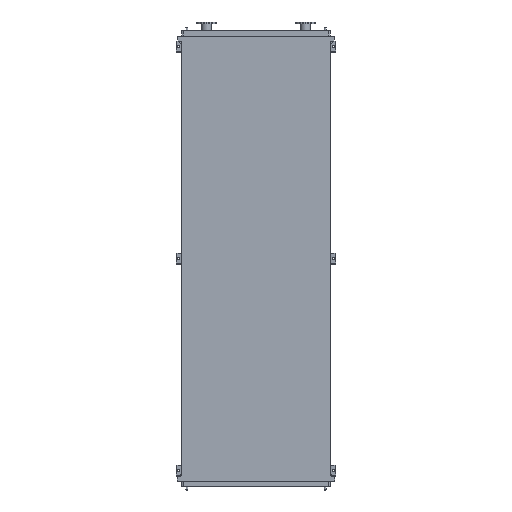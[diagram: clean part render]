
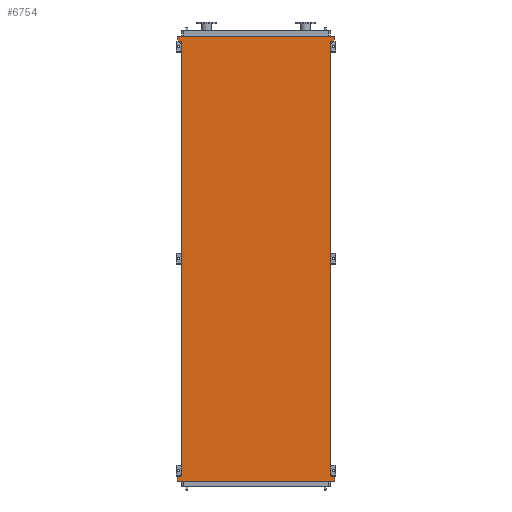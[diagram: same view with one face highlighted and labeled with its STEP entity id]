
A CAD part, front view. The second image highlights one B-rep face of the part: STEP entity #6754.
In plain terms, the highlighted planar face has unit normal (0, -1, 0).
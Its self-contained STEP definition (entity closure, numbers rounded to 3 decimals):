
#266 = CARTESIAN_POINT ( 'NONE',  ( 891., 0., -4903. ) ) ;
#699 = EDGE_CURVE ( 'NONE', #11932, #16914, #16437, .T. ) ;
#791 = ORIENTED_EDGE ( 'NONE', *, *, #18283, .T. ) ;
#1616 = CARTESIAN_POINT ( 'NONE',  ( -845., 0., 0. ) ) ;
#1687 = ORIENTED_EDGE ( 'NONE', *, *, #19991, .F. ) ;
#1872 = VERTEX_POINT ( 'NONE', #4873 ) ;
#1962 = LINE ( 'NONE', #8871, #21869 ) ;
#1987 = LINE ( 'NONE', #2271, #5201 ) ;
#2271 = CARTESIAN_POINT ( 'NONE',  ( 891., 0., 53. ) ) ;
#2781 = CARTESIAN_POINT ( 'NONE',  ( 845., 0., 0. ) ) ;
#2893 = VECTOR ( 'NONE', #22655, 1000. ) ;
#3218 = EDGE_CURVE ( 'NONE', #16914, #15837, #13422, .T. ) ;
#3484 = LINE ( 'NONE', #266, #2893 ) ;
#4152 = CARTESIAN_POINT ( 'NONE',  ( 891., 0., 95. ) ) ;
#4435 = EDGE_CURVE ( 'NONE', #1872, #12651, #20365, .T. ) ;
#4873 = CARTESIAN_POINT ( 'NONE',  ( -845., 0., 0. ) ) ;
#5201 = VECTOR ( 'NONE', #9737, 1000. ) ;
#5236 = VERTEX_POINT ( 'NONE', #16982 ) ;
#5380 = CARTESIAN_POINT ( 'NONE',  ( -891., 0., -4945. ) ) ;
#5851 = VECTOR ( 'NONE', #10354, 1000. ) ;
#6470 = CARTESIAN_POINT ( 'NONE',  ( -891., 0., -4903. ) ) ;
#6693 = CARTESIAN_POINT ( 'NONE',  ( -845., 0., -4850. ) ) ;
#6754 = ADVANCED_FACE ( 'NONE', ( #11868 ), #14933, .T. ) ;
#6976 = EDGE_CURVE ( 'NONE', #12651, #9694, #18293, .T. ) ;
#7312 = DIRECTION ( 'NONE',  ( 0., 0., -1. ) ) ;
#7471 = DIRECTION ( 'NONE',  ( 0., 0., -1. ) ) ;
#7659 = CARTESIAN_POINT ( 'NONE',  ( 845., 0., -4850. ) ) ;
#7839 = VECTOR ( 'NONE', #10563, 1000. ) ;
#8460 = VECTOR ( 'NONE', #14120, 1000. ) ;
#8469 = VERTEX_POINT ( 'NONE', #4152 ) ;
#8703 = VERTEX_POINT ( 'NONE', #14077 ) ;
#8713 = ORIENTED_EDGE ( 'NONE', *, *, #11089, .F. ) ;
#8871 = CARTESIAN_POINT ( 'NONE',  ( 891., 0., -4945. ) ) ;
#8998 = DIRECTION ( 'NONE',  ( -0.655, 0., 0.755 ) ) ;
#9502 = EDGE_CURVE ( 'NONE', #8469, #16304, #19662, .T. ) ;
#9694 = VERTEX_POINT ( 'NONE', #9841 ) ;
#9737 = DIRECTION ( 'NONE',  ( -0.655, 0., -0.755 ) ) ;
#9841 = CARTESIAN_POINT ( 'NONE',  ( -891., 0., 95. ) ) ;
#9876 = CARTESIAN_POINT ( 'NONE',  ( 845., 0., -4850. ) ) ;
#9889 = ORIENTED_EDGE ( 'NONE', *, *, #699, .F. ) ;
#10209 = DIRECTION ( 'NONE',  ( 0.655, 0., -0.755 ) ) ;
#10250 = DIRECTION ( 'NONE',  ( 0., 0., 1. ) ) ;
#10354 = DIRECTION ( 'NONE',  ( 0., 0., 1. ) ) ;
#10563 = DIRECTION ( 'NONE',  ( 0.655, 0., 0.755 ) ) ;
#10667 = EDGE_LOOP ( 'NONE', ( #791, #15749, #20702, #11958, #17514, #18098, #8713, #19251, #9889, #19844, #15467, #1687 ) ) ;
#11089 = EDGE_CURVE ( 'NONE', #15837, #1872, #13459, .T. ) ;
#11609 = VECTOR ( 'NONE', #22705, 1000. ) ;
#11860 = CARTESIAN_POINT ( 'NONE',  ( 891., 0., 53. ) ) ;
#11868 = FACE_OUTER_BOUND ( 'NONE', #10667, .T. ) ;
#11932 = VERTEX_POINT ( 'NONE', #5380 ) ;
#11958 = ORIENTED_EDGE ( 'NONE', *, *, #16443, .F. ) ;
#12028 = EDGE_CURVE ( 'NONE', #16304, #15325, #1987, .T. ) ;
#12261 = LINE ( 'NONE', #19591, #16641 ) ;
#12266 = CARTESIAN_POINT ( 'NONE',  ( -845., 0., -4850. ) ) ;
#12651 = VERTEX_POINT ( 'NONE', #22612 ) ;
#13317 = VECTOR ( 'NONE', #10250, 1000. ) ;
#13422 = LINE ( 'NONE', #14241, #7839 ) ;
#13459 = LINE ( 'NONE', #12266, #8460 ) ;
#14077 = CARTESIAN_POINT ( 'NONE',  ( 891., 0., -4945. ) ) ;
#14120 = DIRECTION ( 'NONE',  ( 0., 0., 1. ) ) ;
#14122 = VECTOR ( 'NONE', #7312, 1000. ) ;
#14241 = CARTESIAN_POINT ( 'NONE',  ( -891., 0., -4903. ) ) ;
#14933 = PLANE ( 'NONE',  #17353 ) ;
#15325 = VERTEX_POINT ( 'NONE', #2781 ) ;
#15467 = ORIENTED_EDGE ( 'NONE', *, *, #22492, .F. ) ;
#15749 = ORIENTED_EDGE ( 'NONE', *, *, #12028, .F. ) ;
#15837 = VERTEX_POINT ( 'NONE', #6693 ) ;
#15855 = DIRECTION ( 'NONE',  ( 1., 0., 0. ) ) ;
#16304 = VERTEX_POINT ( 'NONE', #11860 ) ;
#16431 = DIRECTION ( 'NONE',  ( -1., 0., 0. ) ) ;
#16437 = LINE ( 'NONE', #23414, #5851 ) ;
#16443 = EDGE_CURVE ( 'NONE', #9694, #8469, #12261, .T. ) ;
#16602 = LINE ( 'NONE', #7659, #11609 ) ;
#16641 = VECTOR ( 'NONE', #15855, 1000. ) ;
#16914 = VERTEX_POINT ( 'NONE', #6470 ) ;
#16982 = CARTESIAN_POINT ( 'NONE',  ( 891., 0., -4903. ) ) ;
#17353 = AXIS2_PLACEMENT_3D ( 'NONE', #18610, #18698, #7471 ) ;
#17514 = ORIENTED_EDGE ( 'NONE', *, *, #6976, .F. ) ;
#17623 = CARTESIAN_POINT ( 'NONE',  ( -891., 0., 53. ) ) ;
#17660 = CARTESIAN_POINT ( 'NONE',  ( 845., 0., -4850. ) ) ;
#18098 = ORIENTED_EDGE ( 'NONE', *, *, #4435, .F. ) ;
#18283 = EDGE_CURVE ( 'NONE', #19862, #15325, #16602, .T. ) ;
#18293 = LINE ( 'NONE', #17623, #13317 ) ;
#18610 = CARTESIAN_POINT ( 'NONE',  ( -845., 0., -4850. ) ) ;
#18698 = DIRECTION ( 'NONE',  ( 0., -1., 0. ) ) ;
#19134 = LINE ( 'NONE', #17660, #22907 ) ;
#19251 = ORIENTED_EDGE ( 'NONE', *, *, #3218, .F. ) ;
#19591 = CARTESIAN_POINT ( 'NONE',  ( -891., 0., 95. ) ) ;
#19662 = LINE ( 'NONE', #20477, #14122 ) ;
#19788 = VECTOR ( 'NONE', #8998, 1000. ) ;
#19844 = ORIENTED_EDGE ( 'NONE', *, *, #23747, .F. ) ;
#19862 = VERTEX_POINT ( 'NONE', #9876 ) ;
#19991 = EDGE_CURVE ( 'NONE', #19862, #5236, #19134, .T. ) ;
#20365 = LINE ( 'NONE', #1616, #19788 ) ;
#20477 = CARTESIAN_POINT ( 'NONE',  ( 891., 0., 95. ) ) ;
#20702 = ORIENTED_EDGE ( 'NONE', *, *, #9502, .F. ) ;
#21869 = VECTOR ( 'NONE', #16431, 1000. ) ;
#22492 = EDGE_CURVE ( 'NONE', #5236, #8703, #3484, .T. ) ;
#22612 = CARTESIAN_POINT ( 'NONE',  ( -891., 0., 53. ) ) ;
#22655 = DIRECTION ( 'NONE',  ( 0., 0., -1. ) ) ;
#22705 = DIRECTION ( 'NONE',  ( 0., 0., 1. ) ) ;
#22907 = VECTOR ( 'NONE', #10209, 1000. ) ;
#23414 = CARTESIAN_POINT ( 'NONE',  ( -891., 0., -4945. ) ) ;
#23747 = EDGE_CURVE ( 'NONE', #8703, #11932, #1962, .T. ) ;
